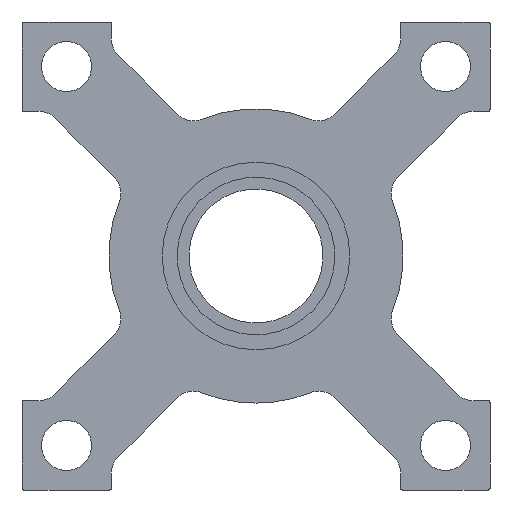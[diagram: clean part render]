
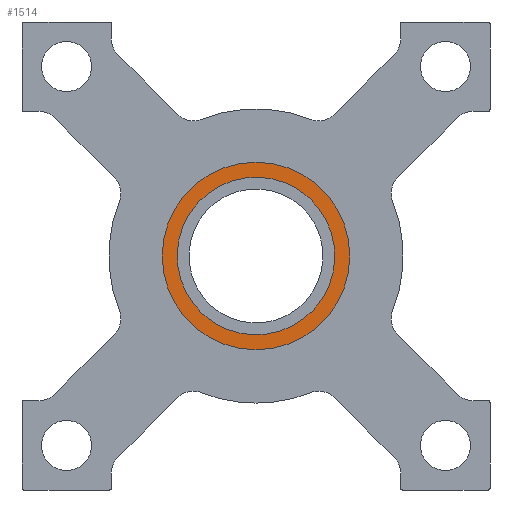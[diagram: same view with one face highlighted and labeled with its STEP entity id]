
A CAD part, front view. The second image highlights one B-rep face of the part: STEP entity #1514.
In plain terms, the highlighted planar face has unit normal (0, -1, 0).
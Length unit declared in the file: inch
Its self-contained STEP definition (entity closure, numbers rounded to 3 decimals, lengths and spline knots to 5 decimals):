
#20 = EDGE_CURVE ( 'NONE', #1919, #2600, #1916, .T. ) ;
#63 = AXIS2_PLACEMENT_3D ( 'NONE', #1590, #1578, #1571 ) ;
#138 = VERTEX_POINT ( 'NONE', #529 ) ;
#268 = AXIS2_PLACEMENT_3D ( 'NONE', #2530, #1010, #2783 ) ;
#362 = AXIS2_PLACEMENT_3D ( 'NONE', #2242, #2054, #2043 ) ;
#463 = CARTESIAN_POINT ( 'NONE',  ( 0., 0.01, -0.2205 ) ) ;
#467 = EDGE_CURVE ( 'NONE', #138, #2572, #1638, .T. ) ;
#529 = CARTESIAN_POINT ( 'NONE',  ( 0., 0.01, 0.273 ) ) ;
#720 = CIRCLE ( 'NONE', #268, 0.273 ) ;
#774 = EDGE_LOOP ( 'NONE', ( #944, #1643 ) ) ;
#868 = CIRCLE ( 'NONE', #362, 0.2205 ) ;
#944 = ORIENTED_EDGE ( 'NONE', *, *, #20, .F. ) ;
#970 = CARTESIAN_POINT ( 'NONE',  ( 0., 0.01, -0.273 ) ) ;
#1010 = DIRECTION ( 'NONE',  ( 0., -1., 0. ) ) ;
#1514 = ADVANCED_FACE ( 'NONE', ( #2595, #3263 ), #2115, .T. ) ;
#1571 = DIRECTION ( 'NONE',  ( 0., 0., -1. ) ) ;
#1578 = DIRECTION ( 'NONE',  ( 0., -1., 0. ) ) ;
#1590 = CARTESIAN_POINT ( 'NONE',  ( 0., 0.01, 0. ) ) ;
#1638 = CIRCLE ( 'NONE', #1960, 0.273 ) ;
#1643 = ORIENTED_EDGE ( 'NONE', *, *, #2004, .F. ) ;
#1720 = AXIS2_PLACEMENT_3D ( 'NONE', #2062, #2005, #1978 ) ;
#1916 = CIRCLE ( 'NONE', #63, 0.2205 ) ;
#1919 = VERTEX_POINT ( 'NONE', #463 ) ;
#1960 = AXIS2_PLACEMENT_3D ( 'NONE', #3031, #3021, #2989 ) ;
#1976 = ORIENTED_EDGE ( 'NONE', *, *, #467, .T. ) ;
#1978 = DIRECTION ( 'NONE',  ( 0., 0., -1. ) ) ;
#2004 = EDGE_CURVE ( 'NONE', #2600, #1919, #868, .T. ) ;
#2005 = DIRECTION ( 'NONE',  ( 0., -1., 0. ) ) ;
#2043 = DIRECTION ( 'NONE',  ( 0., 0., -1. ) ) ;
#2054 = DIRECTION ( 'NONE',  ( 0., -1., 0. ) ) ;
#2062 = CARTESIAN_POINT ( 'NONE',  ( 0., 0.01, 0. ) ) ;
#2115 = PLANE ( 'NONE',  #1720 ) ;
#2167 = CARTESIAN_POINT ( 'NONE',  ( 0., 0.01, 0.2205 ) ) ;
#2242 = CARTESIAN_POINT ( 'NONE',  ( 0., 0.01, 0. ) ) ;
#2530 = CARTESIAN_POINT ( 'NONE',  ( 0., 0.01, 0. ) ) ;
#2572 = VERTEX_POINT ( 'NONE', #970 ) ;
#2595 = FACE_BOUND ( 'NONE', #774, .T. ) ;
#2600 = VERTEX_POINT ( 'NONE', #2167 ) ;
#2783 = DIRECTION ( 'NONE',  ( 0., 0., -1. ) ) ;
#2989 = DIRECTION ( 'NONE',  ( 0., 0., -1. ) ) ;
#2995 = EDGE_LOOP ( 'NONE', ( #3197, #1976 ) ) ;
#3011 = EDGE_CURVE ( 'NONE', #2572, #138, #720, .T. ) ;
#3021 = DIRECTION ( 'NONE',  ( 0., -1., 0. ) ) ;
#3031 = CARTESIAN_POINT ( 'NONE',  ( 0., 0.01, 0. ) ) ;
#3197 = ORIENTED_EDGE ( 'NONE', *, *, #3011, .T. ) ;
#3263 = FACE_OUTER_BOUND ( 'NONE', #2995, .T. ) ;
